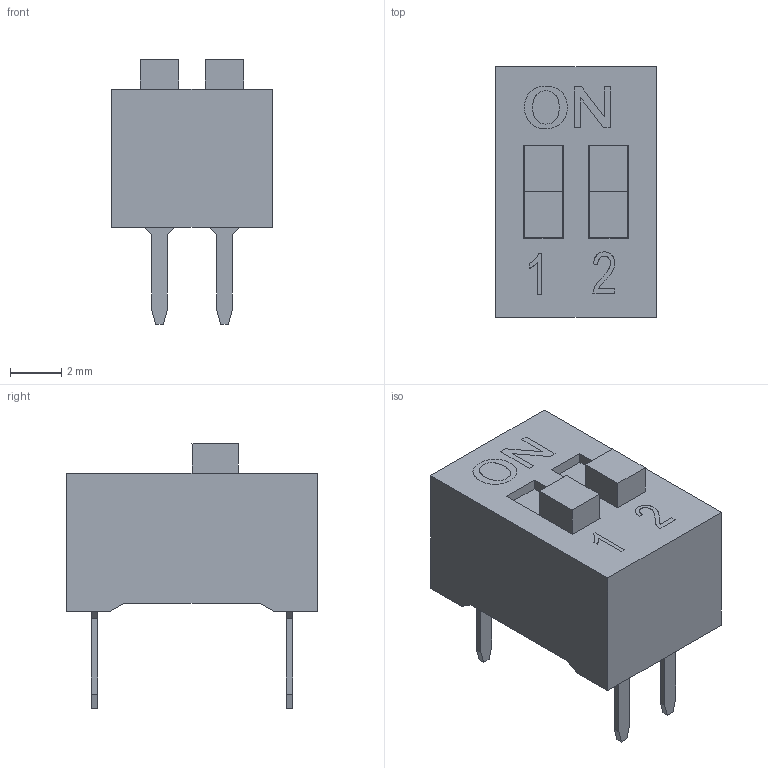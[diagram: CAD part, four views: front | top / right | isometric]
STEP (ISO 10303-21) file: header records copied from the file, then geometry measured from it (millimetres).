
FILE_DESCRIPTION(('STEP AP214'), '1');
FILE_NAME('418117270902', '2016-10-27T19:45:41', ('Nobody'), (''), 'ASCON STEP Converter 1.3', 'ASCON Math Kernel', '');
FILE_SCHEMA(('AUTOMOTIVE_DESIGN { 1 0 10303 214 3 1 1}'));
Length unit declared in the file: millimetre
Bounding box: 6.28 x 9.8 x 10.35 mm (x, y, z)
Volume: 317.9 mm3; surface area: 403.5 mm2
Topology: 7 solids, 7 shells, 97 faces, 362 edges, 286 vertices
Faces by surface type: plane 97
Entity records: 4880 total; most frequent: CARTESIAN_POINT 746, ORIENTED_EDGE 724, DIRECTION 654, EDGE_CURVE 362, VERTEX_POINT 286, LINE 266, VECTOR 266, AXIS2_PLACEMENT_3D 194
